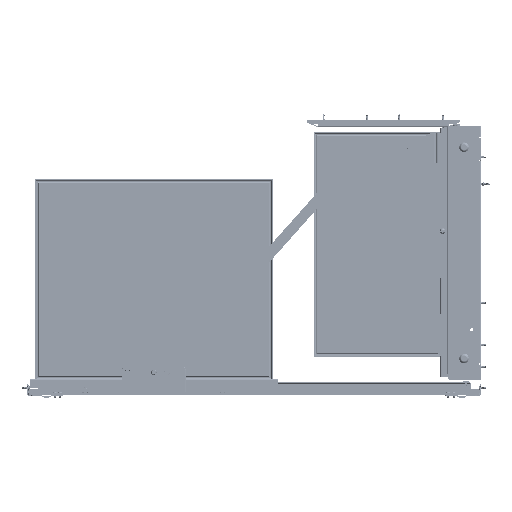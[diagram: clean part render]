
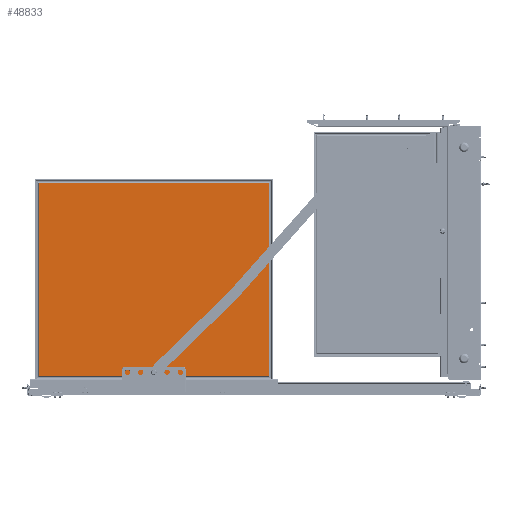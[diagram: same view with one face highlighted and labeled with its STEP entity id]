
A CAD part, left-side view. The second image highlights one B-rep face of the part: STEP entity #48833.
In plain terms, the highlighted face is planar.
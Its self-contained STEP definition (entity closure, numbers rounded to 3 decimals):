
#6137=FACE_OUTER_BOUND('',#9386,.T.);
#9386=EDGE_LOOP('',(#43666,#43667,#43668,#43669));
#15391=LINE('',#120956,#19415);
#15394=LINE('',#120961,#19418);
#15401=LINE('',#120975,#19425);
#15402=LINE('',#120977,#19426);
#19415=VECTOR('',#68148,10.);
#19418=VECTOR('',#68153,10.);
#19425=VECTOR('',#68166,10.);
#19426=VECTOR('',#68169,10.);
#23694=VERTEX_POINT('',#120953);
#23695=VERTEX_POINT('',#120955);
#23696=VERTEX_POINT('',#120959);
#23700=VERTEX_POINT('',#120973);
#30411=EDGE_CURVE('',#23694,#23695,#15391,.F.);
#30414=EDGE_CURVE('',#23696,#23694,#15394,.F.);
#30421=EDGE_CURVE('',#23700,#23696,#15401,.F.);
#30422=EDGE_CURVE('',#23695,#23700,#15402,.F.);
#43666=ORIENTED_EDGE('',*,*,#30411,.F.);
#43667=ORIENTED_EDGE('',*,*,#30414,.F.);
#43668=ORIENTED_EDGE('',*,*,#30421,.F.);
#43669=ORIENTED_EDGE('',*,*,#30422,.F.);
#46136=PLANE('',#54780);
#48833=ADVANCED_FACE('',(#6137),#46136,.F.);
#54780=AXIS2_PLACEMENT_3D('',#120978,#68170,#68171);
#68148=DIRECTION('',(-1.,0.,0.));
#68153=DIRECTION('',(0.,0.,-1.));
#68166=DIRECTION('',(1.,0.,0.));
#68169=DIRECTION('',(0.,0.,1.));
#68170=DIRECTION('center_axis',(0.,1.,0.));
#68171=DIRECTION('ref_axis',(0.,0.,1.));
#120953=CARTESIAN_POINT('',(7.2,17.2,372.8));
#120955=CARTESIAN_POINT('',(442.8,17.2,372.8));
#120956=CARTESIAN_POINT('',(117.,17.2,372.8));
#120959=CARTESIAN_POINT('',(7.2,17.2,7.2));
#120961=CARTESIAN_POINT('',(7.2,17.2,99.5));
#120973=CARTESIAN_POINT('',(442.8,17.2,7.2));
#120975=CARTESIAN_POINT('',(333.,17.2,7.2));
#120977=CARTESIAN_POINT('',(442.8,17.2,280.5));
#120978=CARTESIAN_POINT('Origin',(225.,17.2,190.));
